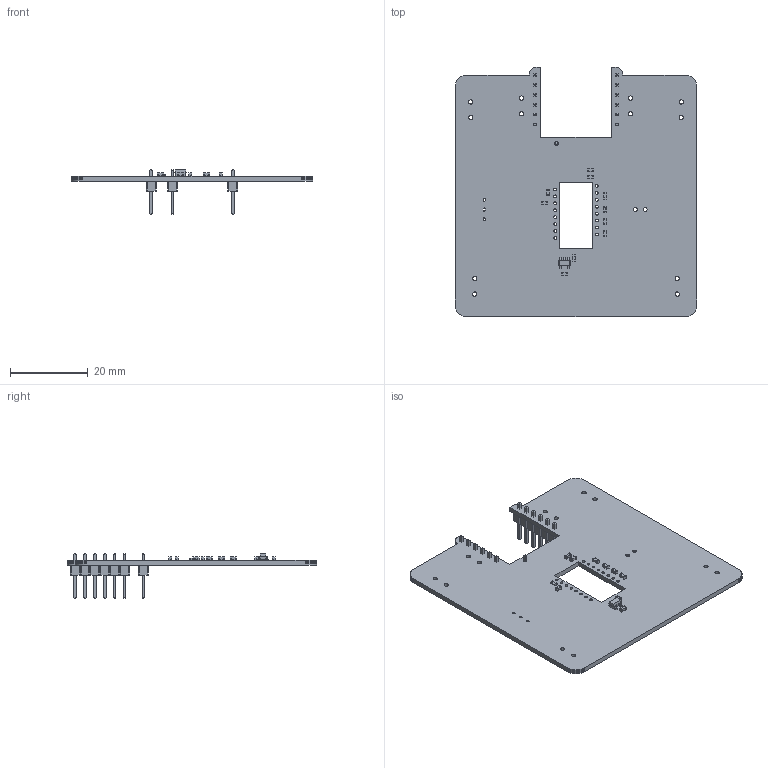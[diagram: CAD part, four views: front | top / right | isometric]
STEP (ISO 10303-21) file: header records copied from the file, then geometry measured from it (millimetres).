
FILE_DESCRIPTION(('KiCad electronic assembly'),'2;1');
FILE_NAME('sensor.step','2024-08-03T22:32:53',('Pcbnew'),('Kicad'), 'Open CASCADE STEP processor 7.7','KiCad to STEP converter','Unknown' );
FILE_SCHEMA(('AUTOMOTIVE_DESIGN { 1 0 10303 214 1 1 1 1 }'));
Length unit declared in the file: millimetre
Products named in the file (12): sensor 1; SOT-23-5; SOLID; C_0603_1608Metric; R_0603_1608Metric; PinHeader_1x06_P2.54mm_Vertical; PinHeader_1x01_P2.54mm_Vertical; sensor PCB
Assembly tree (20 placements, depth 3):
  sensor 1
    SOT-23-5
      SOLID
    C_0603_1608Metric  x9
      SOLID
    R_0603_1608Metric
      SOLID
    PinHeader_1x06_P2.54mm_Vertical  x2
      SOLID
    PinHeader_1x01_P2.54mm_Vertical
      SOLID
    sensor PCB
Bounding box: 62 x 64 x 11.54 mm (x, y, z)
Volume: 4579.1 mm3; surface area: 8080.9 mm2
Topology: 15 solids, 15 shells, 932 faces, 2422 edges, 1564 vertices
Faces by surface type: plane 738, cylinder 165, bspline 29
Full cylindrical faces by diameter (mm): 0.7 x16, 1 x1, 1.092 x12
Entity records: 39266 total; most frequent: CARTESIAN_POINT 6975, DIRECTION 5337, LINE 3917, VECTOR 3917, ORIENTED_EDGE 2984, PCURVE 2984, DEFINITIONAL_REPRESENTATION 2984, EDGE_CURVE 1492
